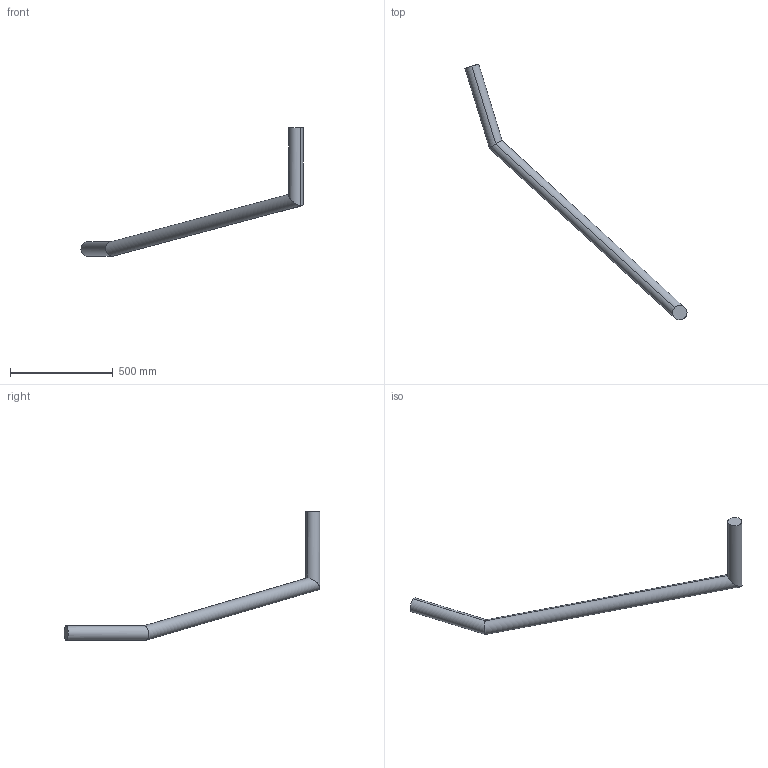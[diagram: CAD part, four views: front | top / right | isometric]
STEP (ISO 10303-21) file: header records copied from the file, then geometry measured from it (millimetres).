
FILE_DESCRIPTION(('STEP AP214'),'1');
FILE_NAME('tubos.stp','2020-09-26T21:19:14',(' '),(' '),'Spatial InterOp 3D',' ',' ');
FILE_SCHEMA(('AUTOMOTIVE_DESIGN { 1 0 10303 214 1 1 1 1 }'));
Length unit declared in the file: centimetre
Products named in the file (2): tubos; RETURN-80K-PC7
Assembly tree (1 placements, depth 2):
  tubos
    RETURN-80K-PC7
Bounding box: 1081.47 x 1246.02 x 625.44 mm (x, y, z)
Volume: 7649441.3 mm3; surface area: 462825.3 mm2
Topology: 3 solids, 3 shells, 12 faces, 21 edges, 15 vertices
Faces by surface type: cylinder 6, plane 6
Entity records: 464 total; most frequent: DIRECTION 64, CARTESIAN_POINT 50, ORIENTED_EDGE 42, AXIS2_PLACEMENT_3D 29, EDGE_CURVE 21, STYLED_ITEM 15, PRESENTATION_STYLE_ASSIGNMENT 15, SURFACE_STYLE_USAGE 15
